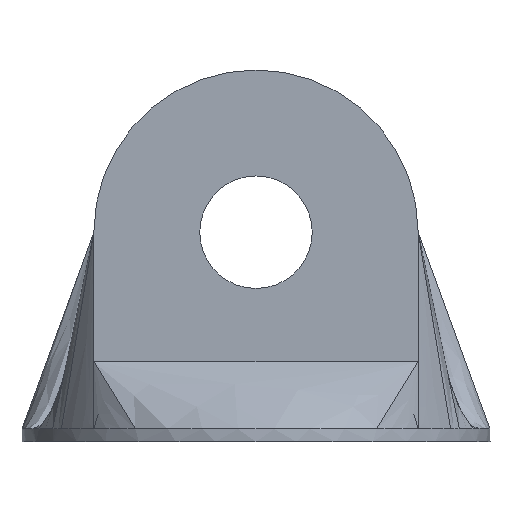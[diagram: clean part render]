
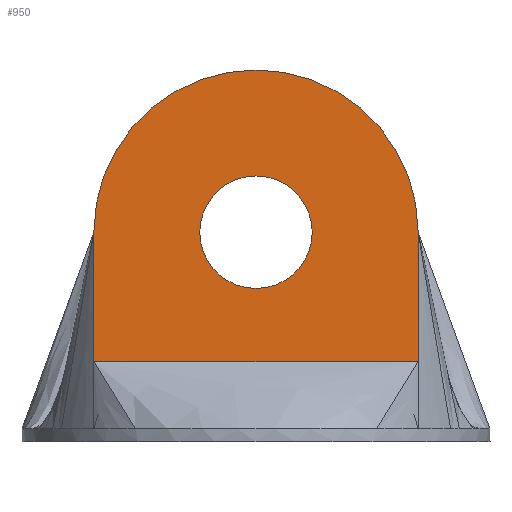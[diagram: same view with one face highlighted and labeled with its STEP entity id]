
A CAD part, front view. The second image highlights one B-rep face of the part: STEP entity #950.
In plain terms, the highlighted planar face has unit normal (0, -1, 0).
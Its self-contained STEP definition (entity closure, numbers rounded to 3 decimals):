
#27=FACE_BOUND('',#113,.T.);
#34=PLANE('',#1020);
#51=B_SPLINE_CURVE_WITH_KNOTS('',3,(#1381,#1382,#1383,#1384,#1385),
 .UNSPECIFIED.,.F.,.F.,(4,1,4),(-1.,-0.571,0.),
 .UNSPECIFIED.);
#57=FACE_OUTER_BOUND('',#112,.T.);
#112=EDGE_LOOP('',(#643,#644,#645,#646));
#113=EDGE_LOOP('',(#647));
#175=LINE('',#1408,#266);
#176=LINE('',#1411,#267);
#266=VECTOR('',#1107,10.);
#267=VECTOR('',#1110,10.);
#356=CIRCLE('',#1021,7.5);
#357=CIRCLE('',#1022,2.6);
#403=VERTEX_POINT('',#1355);
#405=VERTEX_POINT('',#1380);
#407=VERTEX_POINT('',#1407);
#408=VERTEX_POINT('',#1409);
#409=VERTEX_POINT('',#1412);
#495=EDGE_CURVE('',#405,#403,#51,.T.);
#499=EDGE_CURVE('',#403,#407,#175,.T.);
#500=EDGE_CURVE('',#407,#408,#356,.T.);
#501=EDGE_CURVE('',#405,#408,#176,.T.);
#502=EDGE_CURVE('',#409,#409,#357,.T.);
#643=ORIENTED_EDGE('',*,*,#495,.T.);
#644=ORIENTED_EDGE('',*,*,#499,.T.);
#645=ORIENTED_EDGE('',*,*,#500,.T.);
#646=ORIENTED_EDGE('',*,*,#501,.F.);
#647=ORIENTED_EDGE('',*,*,#502,.T.);
#950=ADVANCED_FACE('',(#57,#27),#34,.T.);
#1020=AXIS2_PLACEMENT_3D('',#1406,#1105,#1106);
#1021=AXIS2_PLACEMENT_3D('',#1410,#1108,#1109);
#1022=AXIS2_PLACEMENT_3D('',#1413,#1111,#1112);
#1105=DIRECTION('center_axis',(0.,-1.,0.));
#1106=DIRECTION('ref_axis',(1.,0.,0.));
#1107=DIRECTION('',(0.,0.,1.));
#1108=DIRECTION('center_axis',(0.,-1.,0.));
#1109=DIRECTION('ref_axis',(-1.,0.,0.));
#1110=DIRECTION('',(0.,0.,1.));
#1111=DIRECTION('center_axis',(0.,1.,0.));
#1112=DIRECTION('ref_axis',(-1.,0.,0.));
#1355=CARTESIAN_POINT('',(7.5,-7.8,2.5));
#1380=CARTESIAN_POINT('',(-7.5,-7.8,2.5));
#1381=CARTESIAN_POINT('Ctrl Pts',(-7.5,-7.8,2.5));
#1382=CARTESIAN_POINT('Ctrl Pts',(-5.357,-7.8,2.5));
#1383=CARTESIAN_POINT('Ctrl Pts',(-0.357,-7.8,2.5));
#1384=CARTESIAN_POINT('Ctrl Pts',(4.643,-7.8,2.5));
#1385=CARTESIAN_POINT('Ctrl Pts',(7.5,-7.8,2.5));
#1406=CARTESIAN_POINT('Origin',(-7.5,-7.8,0.));
#1407=CARTESIAN_POINT('',(7.5,-7.8,8.5));
#1408=CARTESIAN_POINT('',(7.5,-7.8,0.));
#1409=CARTESIAN_POINT('',(-7.5,-7.8,8.5));
#1410=CARTESIAN_POINT('Origin',(0.,-7.8,8.5));
#1411=CARTESIAN_POINT('',(-7.5,-7.8,0.));
#1412=CARTESIAN_POINT('',(2.6,-7.8,8.5));
#1413=CARTESIAN_POINT('Origin',(0.,-7.8,8.5));
